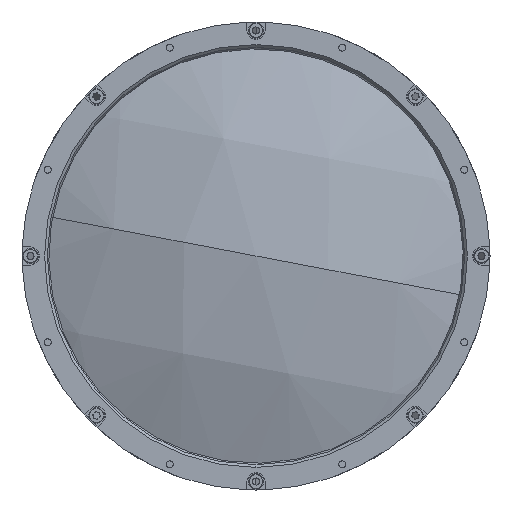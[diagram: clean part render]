
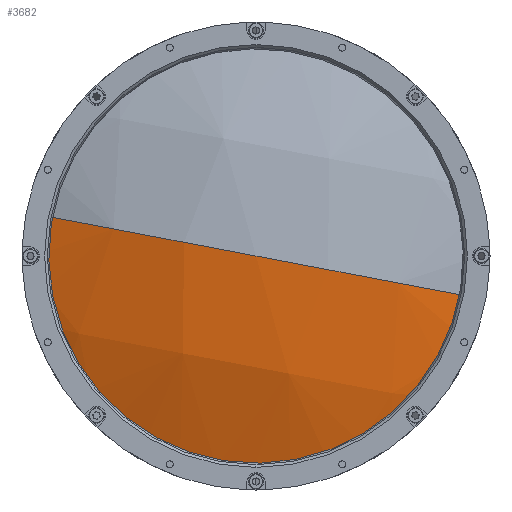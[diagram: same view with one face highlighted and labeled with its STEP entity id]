
A CAD part, left-side view. The second image highlights one B-rep face of the part: STEP entity #3682.
In plain terms, the highlighted spherical face has radius 192.8 mm.
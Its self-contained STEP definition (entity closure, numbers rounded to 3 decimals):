
#410 = AXIS2_PLACEMENT_3D ( 'NONE', #3945, #5725, #18021 ) ;
#798 = EDGE_CURVE ( 'NONE', #18860, #16155, #15675, .T. ) ;
#1336 = FACE_OUTER_BOUND ( 'NONE', #5118, .T. ) ;
#2259 = ORIENTED_EDGE ( 'NONE', *, *, #798, .T. ) ;
#2497 = EDGE_CURVE ( 'NONE', #7894, #18860, #12877, .T. ) ;
#3682 = ADVANCED_FACE ( 'NONE', ( #1336 ), #19994, .T. ) ;
#3945 = CARTESIAN_POINT ( 'NONE',  ( 190.2, 0., 0. ) ) ;
#4762 = DIRECTION ( 'NONE',  ( 0., 0.982, 0.187 ) ) ;
#4842 = DIRECTION ( 'NONE',  ( 0., 0.187, -0.982 ) ) ;
#4982 = CARTESIAN_POINT ( 'NONE',  ( 190.2, 0., 0. ) ) ;
#5118 = EDGE_LOOP ( 'NONE', ( #15201, #2259, #21456 ) ) ;
#5725 = DIRECTION ( 'NONE',  ( 0., 0.187, -0.982 ) ) ;
#6344 = CARTESIAN_POINT ( 'NONE',  ( 13.011, 74.665, 14.182 ) ) ;
#6568 = CIRCLE ( 'NONE', #18008, 192.8 ) ;
#7894 = VERTEX_POINT ( 'NONE', #6344 ) ;
#8941 = DIRECTION ( 'NONE',  ( 0., 0.187, -0.982 ) ) ;
#9155 = DIRECTION ( 'NONE',  ( -1., 0., 0. ) ) ;
#9243 = CARTESIAN_POINT ( 'NONE',  ( 13.011, 0., 0. ) ) ;
#9446 = CARTESIAN_POINT ( 'NONE',  ( 190.2, 0., 0. ) ) ;
#9677 = CARTESIAN_POINT ( 'NONE',  ( 13.011, -74.665, -14.182 ) ) ;
#10625 = CARTESIAN_POINT ( 'NONE',  ( -2.6, 0., 0. ) ) ;
#11134 = AXIS2_PLACEMENT_3D ( 'NONE', #9243, #9155, #8941 ) ;
#11220 = DIRECTION ( 'NONE',  ( 0., -0.982, -0.187 ) ) ;
#12076 = AXIS2_PLACEMENT_3D ( 'NONE', #4982, #4842, #4762 ) ;
#12598 = EDGE_CURVE ( 'NONE', #7894, #16155, #6568, .T. ) ;
#12877 = CIRCLE ( 'NONE', #11134, 76. ) ;
#15201 = ORIENTED_EDGE ( 'NONE', *, *, #2497, .T. ) ;
#15675 = CIRCLE ( 'NONE', #12076, 192.8 ) ;
#16155 = VERTEX_POINT ( 'NONE', #10625 ) ;
#18008 = AXIS2_PLACEMENT_3D ( 'NONE', #9446, #21696, #11220 ) ;
#18021 = DIRECTION ( 'NONE',  ( 0., 0.982, 0.187 ) ) ;
#18860 = VERTEX_POINT ( 'NONE', #9677 ) ;
#19994 = SPHERICAL_SURFACE ( 'NONE', #410, 192.8 ) ;
#21456 = ORIENTED_EDGE ( 'NONE', *, *, #12598, .F. ) ;
#21696 = DIRECTION ( 'NONE',  ( 0., -0.187, 0.982 ) ) ;
